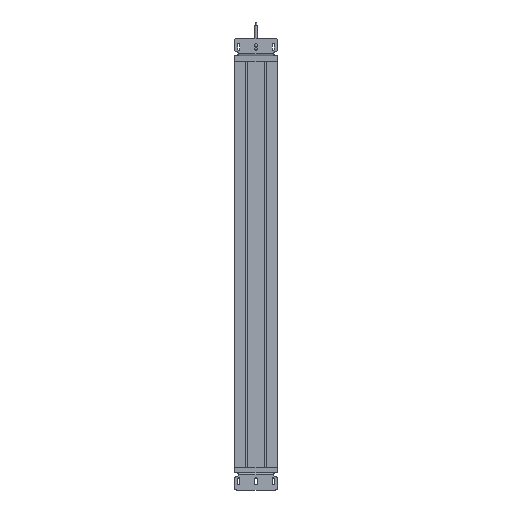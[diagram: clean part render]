
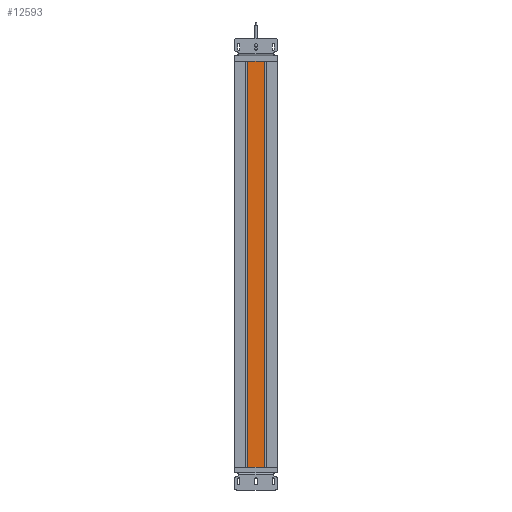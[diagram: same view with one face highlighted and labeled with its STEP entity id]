
A CAD part, front view. The second image highlights one B-rep face of the part: STEP entity #12593.
In plain terms, the highlighted planar face has unit normal (0, -1, 0).
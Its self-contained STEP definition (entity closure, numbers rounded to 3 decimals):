
#95 = ORIENTED_EDGE ( 'NONE', *, *, #16494, .F. ) ;
#1547 = DIRECTION ( 'NONE',  ( 0., 0., 1. ) ) ;
#2369 = ORIENTED_EDGE ( 'NONE', *, *, #22493, .T. ) ;
#5655 = CARTESIAN_POINT ( 'NONE',  ( -69.451, 11., -13. ) ) ;
#6445 = VERTEX_POINT ( 'NONE', #18438 ) ;
#6475 = CARTESIAN_POINT ( 'NONE',  ( -69.451, 11., -957.5 ) ) ;
#6844 = DIRECTION ( 'NONE',  ( 1., 0., 0. ) ) ;
#6966 = VERTEX_POINT ( 'NONE', #12538 ) ;
#7310 = VECTOR ( 'NONE', #30066, 1000. ) ;
#7411 = LINE ( 'NONE', #9427, #25271 ) ;
#7517 = CARTESIAN_POINT ( 'NONE',  ( -69.451, 11., -13. ) ) ;
#9427 = CARTESIAN_POINT ( 'NONE',  ( -69.451, 11., -312.5 ) ) ;
#10381 = VERTEX_POINT ( 'NONE', #18038 ) ;
#11388 = VECTOR ( 'NONE', #6844, 1000. ) ;
#12004 = EDGE_CURVE ( 'NONE', #6966, #10381, #31910, .T. ) ;
#12183 = EDGE_CURVE ( 'NONE', #10381, #6445, #15783, .T. ) ;
#12490 = VECTOR ( 'NONE', #29676, 1000. ) ;
#12538 = CARTESIAN_POINT ( 'NONE',  ( -69.451, 11., -957.5 ) ) ;
#12593 = ADVANCED_FACE ( 'NONE', ( #23821 ), #21606, .T. ) ;
#13342 = EDGE_LOOP ( 'NONE', ( #95, #28830, #24001, #2369 ) ) ;
#13750 = AXIS2_PLACEMENT_3D ( 'NONE', #18497, #32579, #32739 ) ;
#15384 = LINE ( 'NONE', #7517, #12490 ) ;
#15783 = LINE ( 'NONE', #20942, #7310 ) ;
#16494 = EDGE_CURVE ( 'NONE', #6966, #24286, #7411, .T. ) ;
#18038 = CARTESIAN_POINT ( 'NONE',  ( -30.549, 11., -957.5 ) ) ;
#18438 = CARTESIAN_POINT ( 'NONE',  ( -30.549, 11., -13. ) ) ;
#18497 = CARTESIAN_POINT ( 'NONE',  ( -69.45, 11., -312.5 ) ) ;
#20942 = CARTESIAN_POINT ( 'NONE',  ( -30.549, 11., -312.5 ) ) ;
#21606 = PLANE ( 'NONE',  #13750 ) ;
#22493 = EDGE_CURVE ( 'NONE', #6445, #24286, #15384, .T. ) ;
#23821 = FACE_OUTER_BOUND ( 'NONE', #13342, .T. ) ;
#24001 = ORIENTED_EDGE ( 'NONE', *, *, #12183, .T. ) ;
#24286 = VERTEX_POINT ( 'NONE', #5655 ) ;
#25271 = VECTOR ( 'NONE', #1547, 1000. ) ;
#28830 = ORIENTED_EDGE ( 'NONE', *, *, #12004, .T. ) ;
#29676 = DIRECTION ( 'NONE',  ( -1., 0., 0. ) ) ;
#30066 = DIRECTION ( 'NONE',  ( 0., 0., 1. ) ) ;
#31910 = LINE ( 'NONE', #6475, #11388 ) ;
#32579 = DIRECTION ( 'NONE',  ( 0., -1., 0. ) ) ;
#32739 = DIRECTION ( 'NONE',  ( -1., 0., 0. ) ) ;
